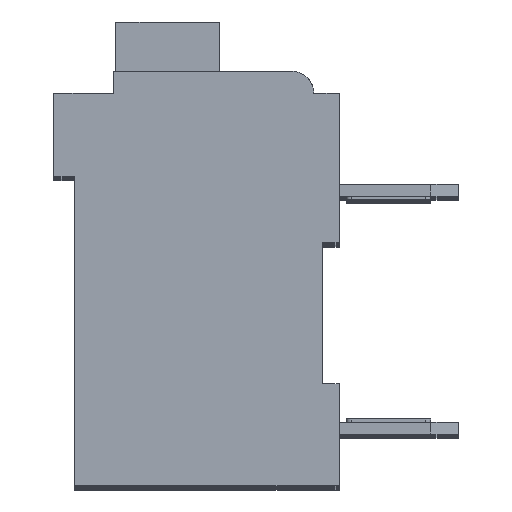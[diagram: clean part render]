
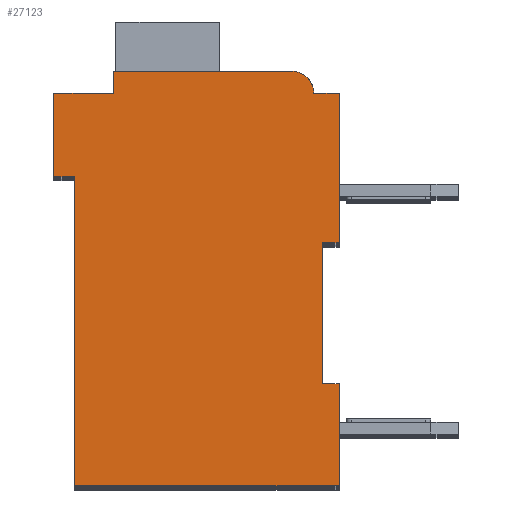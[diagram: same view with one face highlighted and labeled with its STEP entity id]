
A CAD part, top view. The second image highlights one B-rep face of the part: STEP entity #27123.
In plain terms, the highlighted planar face has unit normal (0, 0, 1).
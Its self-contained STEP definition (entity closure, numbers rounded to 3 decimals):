
#4894=DIRECTION('',(1.,0.,0.));
#4895=VECTOR('',#4894,0.5);
#4896=CARTESIAN_POINT('',(7.3,7.15,2.1));
#4897=LINE('',#4896,#4895);
#4898=DIRECTION('',(0.,1.,0.));
#4899=VECTOR('',#4898,4.15);
#4900=CARTESIAN_POINT('',(7.3,3.,2.1));
#4901=LINE('',#4900,#4899);
#4902=DIRECTION('',(-1.,0.,0.));
#4903=VECTOR('',#4902,0.5);
#4904=CARTESIAN_POINT('',(7.8,3.,2.1));
#4905=LINE('',#4904,#4903);
#4906=DIRECTION('',(0.,1.,0.));
#4907=VECTOR('',#4906,3.);
#4908=CARTESIAN_POINT('',(7.8,0.,2.1));
#4909=LINE('',#4908,#4907);
#4910=DIRECTION('',(1.,0.,0.));
#4911=VECTOR('',#4910,7.8);
#4912=CARTESIAN_POINT('',(0.,0.,2.1));
#4913=LINE('',#4912,#4911);
#4914=DIRECTION('',(0.,-1.,0.));
#4915=VECTOR('',#4914,9.1);
#4916=CARTESIAN_POINT('',(0.,9.1,2.1));
#4917=LINE('',#4916,#4915);
#4918=DIRECTION('',(1.,0.,0.));
#4919=VECTOR('',#4918,0.6);
#4920=CARTESIAN_POINT('',(-0.6,9.1,2.1));
#4921=LINE('',#4920,#4919);
#4922=DIRECTION('',(0.,-1.,0.));
#4923=VECTOR('',#4922,2.45);
#4924=CARTESIAN_POINT('',(-0.6,11.55,2.1));
#4925=LINE('',#4924,#4923);
#4926=DIRECTION('',(-1.,0.,0.));
#4927=VECTOR('',#4926,1.75);
#4928=CARTESIAN_POINT('',(1.15,11.55,2.1));
#4929=LINE('',#4928,#4927);
#4930=DIRECTION('',(0.,-1.,0.));
#4931=VECTOR('',#4930,0.65);
#4932=CARTESIAN_POINT('',(1.15,12.2,2.1));
#4933=LINE('',#4932,#4931);
#4934=DIRECTION('',(-1.,0.,0.));
#4935=VECTOR('',#4934,5.25);
#4936=CARTESIAN_POINT('',(6.4,12.2,2.1));
#4937=LINE('',#4936,#4935);
#4938=CARTESIAN_POINT('',(6.4,11.55,2.1));
#4939=DIRECTION('',(0.,0.,1.));
#4940=DIRECTION('',(1.,0.,0.));
#4941=AXIS2_PLACEMENT_3D('',#4938,#4939,#4940);
#4943=DIRECTION('',(-1.,0.,0.));
#4944=VECTOR('',#4943,0.75);
#4945=CARTESIAN_POINT('',(7.8,11.55,2.1));
#4946=LINE('',#4945,#4944);
#4947=DIRECTION('',(0.,1.,0.));
#4948=VECTOR('',#4947,4.4);
#4949=CARTESIAN_POINT('',(7.8,7.15,2.1));
#4950=LINE('',#4949,#4948);
#17615=CARTESIAN_POINT('',(7.3,7.15,2.1));
#17616=CARTESIAN_POINT('',(7.8,7.15,2.1));
#17617=VERTEX_POINT('',#17615);
#17618=VERTEX_POINT('',#17616);
#17619=CARTESIAN_POINT('',(7.8,11.55,2.1));
#17620=VERTEX_POINT('',#17619);
#17621=CARTESIAN_POINT('',(7.05,11.55,2.1));
#17622=VERTEX_POINT('',#17621);
#17623=CARTESIAN_POINT('',(6.4,12.2,2.1));
#17624=VERTEX_POINT('',#17623);
#17625=CARTESIAN_POINT('',(1.15,12.2,2.1));
#17626=VERTEX_POINT('',#17625);
#17627=CARTESIAN_POINT('',(1.15,11.55,2.1));
#17628=VERTEX_POINT('',#17627);
#17629=CARTESIAN_POINT('',(-0.6,11.55,2.1));
#17630=VERTEX_POINT('',#17629);
#17631=CARTESIAN_POINT('',(-0.6,9.1,2.1));
#17632=VERTEX_POINT('',#17631);
#17633=CARTESIAN_POINT('',(0.,9.1,2.1));
#17634=VERTEX_POINT('',#17633);
#17635=CARTESIAN_POINT('',(0.,0.,2.1));
#17636=VERTEX_POINT('',#17635);
#17637=CARTESIAN_POINT('',(7.8,0.,2.1));
#17638=VERTEX_POINT('',#17637);
#17639=CARTESIAN_POINT('',(7.8,3.,2.1));
#17640=VERTEX_POINT('',#17639);
#17641=CARTESIAN_POINT('',(7.3,3.,2.1));
#17642=VERTEX_POINT('',#17641);
#27099=CARTESIAN_POINT('',(0.,0.,2.1));
#27100=DIRECTION('',(0.,0.,1.));
#27101=DIRECTION('',(1.,0.,0.));
#27102=AXIS2_PLACEMENT_3D('',#27099,#27100,#27101);
#27103=PLANE('',#27102);
#27104=ORIENTED_EDGE('',*,*,#23160,.F.);
#27105=ORIENTED_EDGE('',*,*,#24040,.F.);
#27107=ORIENTED_EDGE('',*,*,#27106,.F.);
#27109=ORIENTED_EDGE('',*,*,#27108,.F.);
#27111=ORIENTED_EDGE('',*,*,#27110,.F.);
#27112=ORIENTED_EDGE('',*,*,#24732,.F.);
#27113=ORIENTED_EDGE('',*,*,#24908,.F.);
#27114=ORIENTED_EDGE('',*,*,#25227,.F.);
#27115=ORIENTED_EDGE('',*,*,#25551,.F.);
#27116=ORIENTED_EDGE('',*,*,#25620,.F.);
#27117=ORIENTED_EDGE('',*,*,#26091,.F.);
#27118=ORIENTED_EDGE('',*,*,#26803,.F.);
#27119=ORIENTED_EDGE('',*,*,#26627,.F.);
#27120=ORIENTED_EDGE('',*,*,#23636,.F.);
#27121=EDGE_LOOP('',(#27104,#27105,#27107,#27109,#27111,#27112,#27113,#27114,
#27115,#27116,#27117,#27118,#27119,#27120));
#27122=FACE_OUTER_BOUND('',#27121,.F.);
#4942=CIRCLE('',#4941,0.65);
#23160=EDGE_CURVE('',#17617,#17618,#4897,.T.);
#23636=EDGE_CURVE('',#17618,#17620,#4950,.T.);
#24040=EDGE_CURVE('',#17642,#17617,#4901,.T.);
#24732=EDGE_CURVE('',#17634,#17636,#4917,.T.);
#24908=EDGE_CURVE('',#17632,#17634,#4921,.T.);
#25227=EDGE_CURVE('',#17630,#17632,#4925,.T.);
#25551=EDGE_CURVE('',#17628,#17630,#4929,.T.);
#25620=EDGE_CURVE('',#17626,#17628,#4933,.T.);
#26091=EDGE_CURVE('',#17624,#17626,#4937,.T.);
#26627=EDGE_CURVE('',#17620,#17622,#4946,.T.);
#26803=EDGE_CURVE('',#17622,#17624,#4942,.T.);
#27106=EDGE_CURVE('',#17640,#17642,#4905,.T.);
#27108=EDGE_CURVE('',#17638,#17640,#4909,.T.);
#27110=EDGE_CURVE('',#17636,#17638,#4913,.T.);
#27123=ADVANCED_FACE('',(#27122),#27103,.T.);
